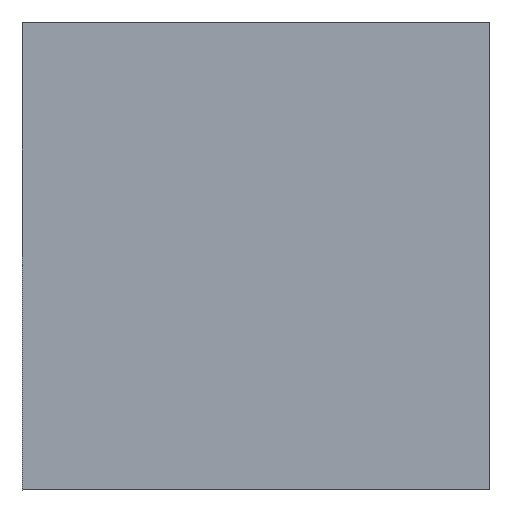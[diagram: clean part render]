
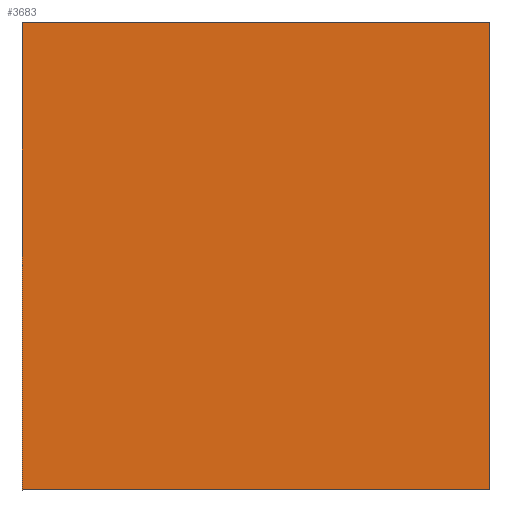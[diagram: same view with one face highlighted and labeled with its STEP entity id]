
A CAD part, front view. The second image highlights one B-rep face of the part: STEP entity #3683.
In plain terms, the highlighted planar face has unit normal (0, -1, 0).
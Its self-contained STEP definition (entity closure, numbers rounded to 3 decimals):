
#3539 = EDGE_CURVE('',#3540,#3542,#3544,.T.);
#3540 = VERTEX_POINT('',#3541);
#3541 = CARTESIAN_POINT('',(-53.5,65.858,
    95.23));
#3542 = VERTEX_POINT('',#3543);
#3543 = CARTESIAN_POINT('',(-53.5,65.858,
    55.098));
#3544 = SURFACE_CURVE('',#3545,(#3549,#3561),.PCURVE_S1.);
#3545 = LINE('',#3546,#3547);
#3546 = CARTESIAN_POINT('',(-53.5,65.858,
    95.23));
#3547 = VECTOR('',#3548,1.);
#3548 = DIRECTION('',(0.,0.,-1.));
#3549 = PCURVE('',#3550,#3555);
#3550 = PLANE('',#3551);
#3551 = AXIS2_PLACEMENT_3D('',#3552,#3553,#3554);
#3552 = CARTESIAN_POINT('',(-53.5,75.851,
    80.171));
#3553 = DIRECTION('',(1.,0.,0.));
#3554 = DIRECTION('',(0.,1.,0.));
#3555 = DEFINITIONAL_REPRESENTATION('',(#3556),#3560);
#3556 = LINE('',#3557,#3558);
#3557 = CARTESIAN_POINT('',(-9.993,15.059));
#3558 = VECTOR('',#3559,1.);
#3559 = DIRECTION('',(0.,-1.));
#3560 = ( GEOMETRIC_REPRESENTATION_CONTEXT(2) 
PARAMETRIC_REPRESENTATION_CONTEXT() REPRESENTATION_CONTEXT('2D SPACE',''
  ) );
#3561 = PCURVE('',#3562,#3567);
#3562 = PLANE('',#3563);
#3563 = AXIS2_PLACEMENT_3D('',#3564,#3565,#3566);
#3564 = CARTESIAN_POINT('',(-93.61,65.858,
    95.23));
#3565 = DIRECTION('',(0.,-1.,0.));
#3566 = DIRECTION('',(0.,-0.,-1.));
#3567 = DEFINITIONAL_REPRESENTATION('',(#3568),#3572);
#3568 = LINE('',#3569,#3570);
#3569 = CARTESIAN_POINT('',(0.,40.11));
#3570 = VECTOR('',#3571,1.);
#3571 = DIRECTION('',(1.,0.));
#3572 = ( GEOMETRIC_REPRESENTATION_CONTEXT(2) 
PARAMETRIC_REPRESENTATION_CONTEXT() REPRESENTATION_CONTEXT('2D SPACE',''
  ) );
#3615 = PLANE('',#3616);
#3616 = AXIS2_PLACEMENT_3D('',#3617,#3618,#3619);
#3617 = CARTESIAN_POINT('',(-93.61,65.858,
    95.23));
#3618 = DIRECTION('',(0.,0.,-1.));
#3619 = DIRECTION('',(-1.,0.,-0.));
#3647 = PLANE('',#3648);
#3648 = AXIS2_PLACEMENT_3D('',#3649,#3650,#3651);
#3649 = CARTESIAN_POINT('',(-53.5,65.858,
    55.098));
#3650 = DIRECTION('',(0.,0.,1.));
#3651 = DIRECTION('',(1.,0.,0.));
#3683 = ADVANCED_FACE('',(#3684),#3562,.T.);
#3684 = FACE_BOUND('',#3685,.T.);
#3685 = EDGE_LOOP('',(#3686,#3709,#3737,#3758));
#3686 = ORIENTED_EDGE('',*,*,#3687,.F.);
#3687 = EDGE_CURVE('',#3688,#3540,#3690,.T.);
#3688 = VERTEX_POINT('',#3689);
#3689 = CARTESIAN_POINT('',(-93.61,65.858,
    95.23));
#3690 = SURFACE_CURVE('',#3691,(#3695,#3702),.PCURVE_S1.);
#3691 = LINE('',#3692,#3693);
#3692 = CARTESIAN_POINT('',(-93.61,65.858,
    95.23));
#3693 = VECTOR('',#3694,1.);
#3694 = DIRECTION('',(1.,0.,0.));
#3695 = PCURVE('',#3562,#3696);
#3696 = DEFINITIONAL_REPRESENTATION('',(#3697),#3701);
#3697 = LINE('',#3698,#3699);
#3698 = CARTESIAN_POINT('',(0.,0.));
#3699 = VECTOR('',#3700,1.);
#3700 = DIRECTION('',(0.,1.));
#3701 = ( GEOMETRIC_REPRESENTATION_CONTEXT(2) 
PARAMETRIC_REPRESENTATION_CONTEXT() REPRESENTATION_CONTEXT('2D SPACE',''
  ) );
#3702 = PCURVE('',#3615,#3703);
#3703 = DEFINITIONAL_REPRESENTATION('',(#3704),#3708);
#3704 = LINE('',#3705,#3706);
#3705 = CARTESIAN_POINT('',(0.,0.));
#3706 = VECTOR('',#3707,1.);
#3707 = DIRECTION('',(-1.,0.));
#3708 = ( GEOMETRIC_REPRESENTATION_CONTEXT(2) 
PARAMETRIC_REPRESENTATION_CONTEXT() REPRESENTATION_CONTEXT('2D SPACE',''
  ) );
#3709 = ORIENTED_EDGE('',*,*,#3710,.F.);
#3710 = EDGE_CURVE('',#3711,#3688,#3713,.T.);
#3711 = VERTEX_POINT('',#3712);
#3712 = CARTESIAN_POINT('',(-93.61,65.858,
    55.098));
#3713 = SURFACE_CURVE('',#3714,(#3718,#3725),.PCURVE_S1.);
#3714 = LINE('',#3715,#3716);
#3715 = CARTESIAN_POINT('',(-93.61,65.858,
    55.098));
#3716 = VECTOR('',#3717,1.);
#3717 = DIRECTION('',(0.,0.,1.));
#3718 = PCURVE('',#3562,#3719);
#3719 = DEFINITIONAL_REPRESENTATION('',(#3720),#3724);
#3720 = LINE('',#3721,#3722);
#3721 = CARTESIAN_POINT('',(40.132,0.));
#3722 = VECTOR('',#3723,1.);
#3723 = DIRECTION('',(-1.,0.));
#3724 = ( GEOMETRIC_REPRESENTATION_CONTEXT(2) 
PARAMETRIC_REPRESENTATION_CONTEXT() REPRESENTATION_CONTEXT('2D SPACE',''
  ) );
#3725 = PCURVE('',#3726,#3731);
#3726 = PLANE('',#3727);
#3727 = AXIS2_PLACEMENT_3D('',#3728,#3729,#3730);
#3728 = CARTESIAN_POINT('',(-93.61,65.858,
    55.098));
#3729 = DIRECTION('',(1.,0.,0.));
#3730 = DIRECTION('',(-0.,0.,1.));
#3731 = DEFINITIONAL_REPRESENTATION('',(#3732),#3736);
#3732 = LINE('',#3733,#3734);
#3733 = CARTESIAN_POINT('',(0.,0.));
#3734 = VECTOR('',#3735,1.);
#3735 = DIRECTION('',(1.,0.));
#3736 = ( GEOMETRIC_REPRESENTATION_CONTEXT(2) 
PARAMETRIC_REPRESENTATION_CONTEXT() REPRESENTATION_CONTEXT('2D SPACE',''
  ) );
#3737 = ORIENTED_EDGE('',*,*,#3738,.F.);
#3738 = EDGE_CURVE('',#3542,#3711,#3739,.T.);
#3739 = SURFACE_CURVE('',#3740,(#3744,#3751),.PCURVE_S1.);
#3740 = LINE('',#3741,#3742);
#3741 = CARTESIAN_POINT('',(-53.5,65.858,
    55.098));
#3742 = VECTOR('',#3743,1.);
#3743 = DIRECTION('',(-1.,0.,0.));
#3744 = PCURVE('',#3562,#3745);
#3745 = DEFINITIONAL_REPRESENTATION('',(#3746),#3750);
#3746 = LINE('',#3747,#3748);
#3747 = CARTESIAN_POINT('',(40.132,40.11));
#3748 = VECTOR('',#3749,1.);
#3749 = DIRECTION('',(0.,-1.));
#3750 = ( GEOMETRIC_REPRESENTATION_CONTEXT(2) 
PARAMETRIC_REPRESENTATION_CONTEXT() REPRESENTATION_CONTEXT('2D SPACE',''
  ) );
#3751 = PCURVE('',#3647,#3752);
#3752 = DEFINITIONAL_REPRESENTATION('',(#3753),#3757);
#3753 = LINE('',#3754,#3755);
#3754 = CARTESIAN_POINT('',(0.,0.));
#3755 = VECTOR('',#3756,1.);
#3756 = DIRECTION('',(-1.,0.));
#3757 = ( GEOMETRIC_REPRESENTATION_CONTEXT(2) 
PARAMETRIC_REPRESENTATION_CONTEXT() REPRESENTATION_CONTEXT('2D SPACE',''
  ) );
#3758 = ORIENTED_EDGE('',*,*,#3539,.F.);
